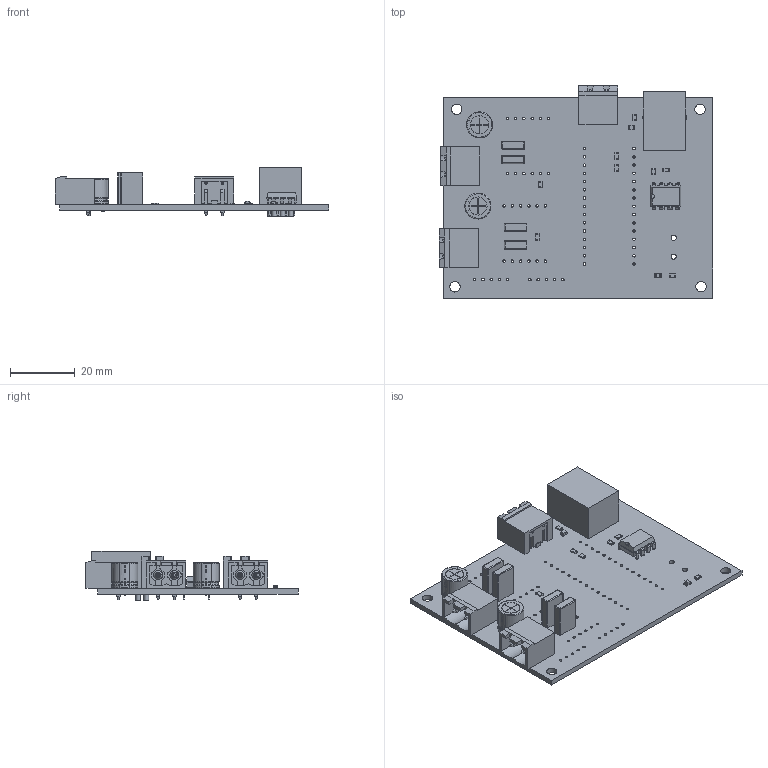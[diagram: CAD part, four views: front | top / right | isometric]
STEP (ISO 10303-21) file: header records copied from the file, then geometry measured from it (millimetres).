
FILE_DESCRIPTION(('KiCad electronic assembly'),'2;1');
FILE_NAME('Motor_Driver_202312.step','2024-03-07T14:52:26',('Pcbnew'),( 'Kicad'),'Open CASCADE STEP processor 7.6','KiCad to STEP converter' ,'Unknown');
FILE_SCHEMA(('AUTOMOTIVE_DESIGN { 1 0 10303 214 1 1 1 1 }'));
Length unit declared in the file: millimetre
Products named in the file (16): Motor_Driver_202312 1; R_0805_2012Metric; LED_0805_2012Metric; C_Rect_L7.0mm_W2.5mm_P5.00mm; C_Rect_L70mm_W25mm_P500mm; CP_Radial_D8.0mm_P5.00mm; CP_Radial_D80mm_P500mm; RJ12; Body; DIP-8_W7.62mm; WR_TBL_3137_2pins; Assem1; _autosave-Motor_Driver_202312_PCB
Assembly tree (29 placements, depth 3):
  Motor_Driver_202312 1
    R_0805_2012Metric  x8
      R_0805_2012Metric
    LED_0805_2012Metric  x2
      LED_0805_2012Metric
    C_Rect_L7.0mm_W2.5mm_P5.00mm  x4
      C_Rect_L70mm_W25mm_P500mm
    CP_Radial_D8.0mm_P5.00mm  x2
      CP_Radial_D80mm_P500mm
    RJ12
      Body
    DIP-8_W7.62mm
      DIP-8_W7.62mm
    WR_TBL_3137_2pins  x3
      Assem1
    _autosave-Motor_Driver_202312_PCB
Bounding box: 84.25 x 65.35 x 15.25 mm (x, y, z)
Volume: 13493 mm3; surface area: 18685.5 mm2
Topology: 28 solids, 30 shells, 1179 faces, 3068 edges, 1962 vertices
Faces by surface type: plane 756, cylinder 343, bspline 42, sphere 16, revolution 12, cone 6, torus 4
Full cylindrical faces by diameter (mm): 0.5 x12, 0.75 x6, 0.76 x6, 0.762 x64, 0.8 x20, 1.52 x6, 1.6 x2, 1.8 x6, 2.75 x6, 3.2 x4, 3.25 x2
Entity records: 21531 total; most frequent: CARTESIAN_POINT 4428, ORIENTED_EDGE 2990, DIRECTION 2976, EDGE_CURVE 1495, LINE 1022, VECTOR 1022, AXIS2_PLACEMENT_3D 974, VERTEX_POINT 965
